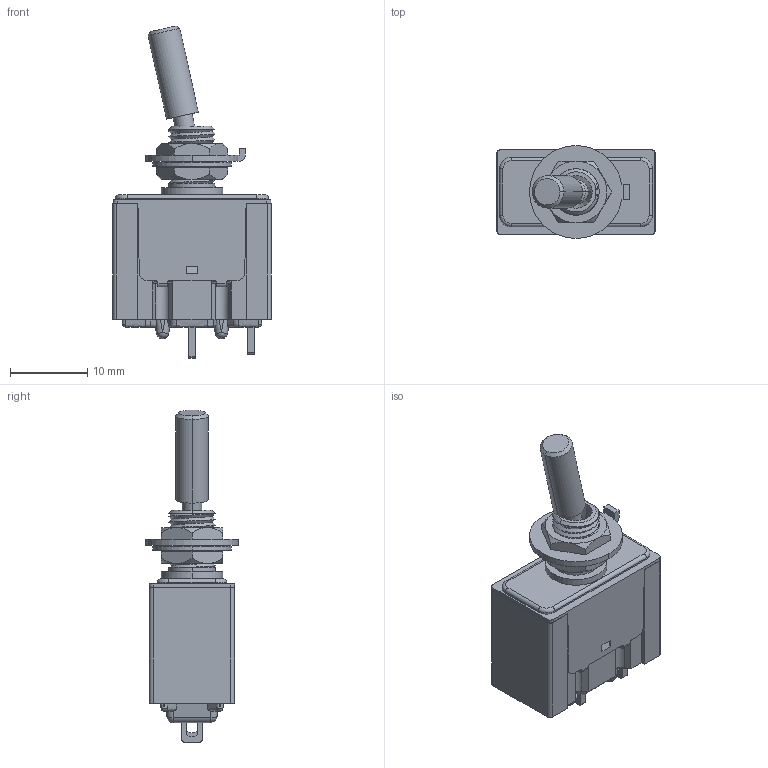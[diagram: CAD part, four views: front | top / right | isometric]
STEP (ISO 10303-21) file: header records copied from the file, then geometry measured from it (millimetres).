
FILE_DESCRIPTION(('STEP AP214'),'1');
FILE_NAME('41917.stp','2017-04-23T12:22:12',('TraceParts'),('TraceParts S.A.'),'Spatial InterOp 3D',' ',' ');
FILE_SCHEMA(('automotive_design'));
Length unit declared in the file: millimetre
Products named in the file (5): 41917_1; 41917_2; 41917_3; 41917_4; 41917_5
Bounding box: 20.5 x 12 x 42.96 mm (x, y, z)
Volume: 3979.1 mm3; surface area: 3428.2 mm2
Topology: 5 solids, 5 shells, 438 faces, 1270 edges, 832 vertices
Faces by surface type: plane 179, bspline 117, cylinder 112, cone 18, sphere 6, torus 6
Entity records: 20967 total; most frequent: CARTESIAN_POINT 10259, ORIENTED_EDGE 2516, DIRECTION 1817, EDGE_CURVE 1258, VERTEX_POINT 832, AXIS2_PLACEMENT_3D 617, LINE 583, VECTOR 583
